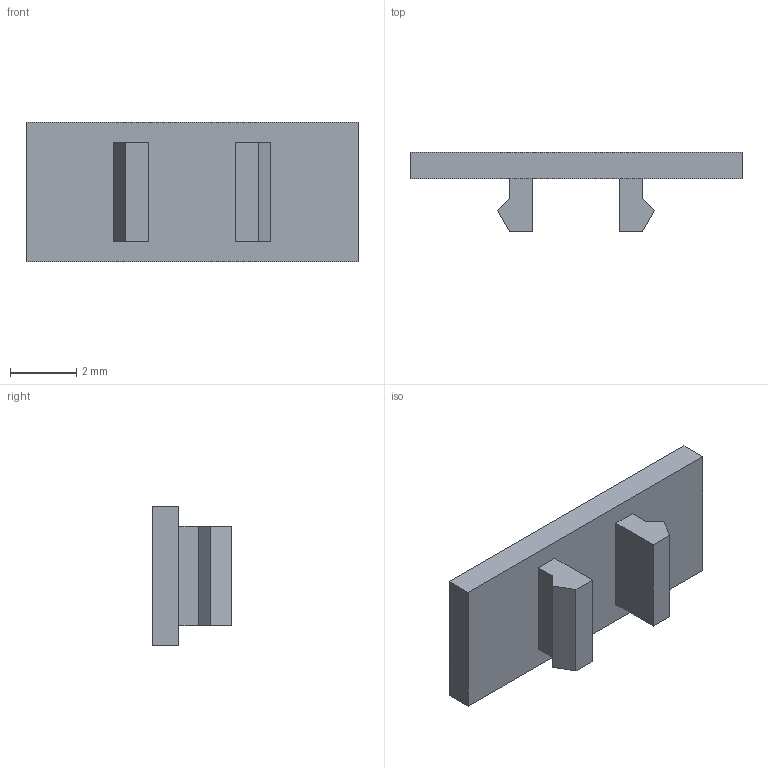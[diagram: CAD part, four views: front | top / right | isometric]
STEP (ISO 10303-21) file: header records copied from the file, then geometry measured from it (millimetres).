
FILE_DESCRIPTION((''),'2;1');
FILE_NAME('SHZ_1_SH004__ASM','2022-09-23T11:50:37',('klemen.sitar'),('Audax d.o.o.'),'CREO PARAMETRIC BY PTC INC, 2021304','CREO PARAMETRIC BY PTC INC, 2021304','');
FILE_SCHEMA(('AP242_MANAGED_MODEL_BASED_3D_ENGINEERING_MIM_LF { 1 0 10303 442 1 1 4 }'));
Length unit declared in the file: millimetre
Products named in the file (2): SHZ_1-5880; SHZ_1_SH004__ASM
Assembly tree (1 placements, depth 2):
  SHZ_1_SH004__ASM
    SHZ_1-5880
Bounding box: 10 x 2.4 x 4.2 mm (x, y, z)
Volume: 41.4 mm3; surface area: 132.6 mm2
Topology: 1 solids, 1 shells, 20 faces, 48 edges, 32 vertices
Faces by surface type: plane 20
Entity records: 1054 total; most frequent: CARTESIAN_POINT 108, DIRECTION 96, ORIENTED_EDGE 96, PRESENTATION_STYLE_ASSIGNMENT 71, STYLED_ITEM 71, CURVE_STYLE 50, VECTOR 48, LINE 48
